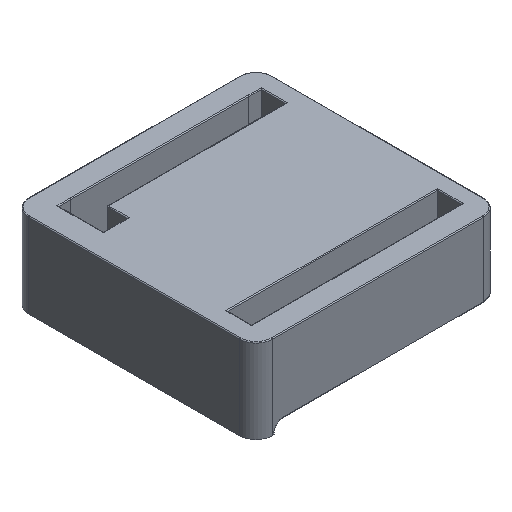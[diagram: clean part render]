
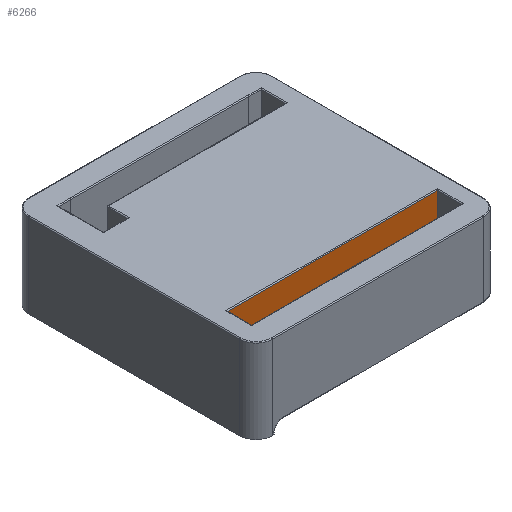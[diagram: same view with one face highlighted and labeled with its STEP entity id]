
A CAD part, isometric view. The second image highlights one B-rep face of the part: STEP entity #6266.
In plain terms, the highlighted planar face has unit normal (0, -1, 0).
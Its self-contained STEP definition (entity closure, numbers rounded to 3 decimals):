
#2036 = CYLINDRICAL_SURFACE('',#2037,0.1);
#2037 = AXIS2_PLACEMENT_3D('',#2038,#2039,#2040);
#2038 = CARTESIAN_POINT('',(-12.816,-9.195,8.1));
#2039 = DIRECTION('',(1.,0.,0.));
#2040 = DIRECTION('',(0.,0.,1.));
#3349 = VERTEX_POINT('',#3350);
#3350 = CARTESIAN_POINT('',(13.,-9.295,0.));
#3364 = CYLINDRICAL_SURFACE('',#3365,0.3);
#3365 = AXIS2_PLACEMENT_3D('',#3366,#3367,#3368);
#3366 = CARTESIAN_POINT('',(12.7,-12.7,0.));
#3367 = DIRECTION('',(0.,1.,0.));
#3368 = DIRECTION('',(0.,0.,-1.));
#3390 = PLANE('',#3391);
#3391 = AXIS2_PLACEMENT_3D('',#3392,#3393,#3394);
#3392 = CARTESIAN_POINT('',(-12.816,-10.795,0.));
#3393 = DIRECTION('',(0.,0.,1.));
#3394 = DIRECTION('',(1.,0.,0.));
#4328 = VERTEX_POINT('',#4329);
#4329 = CARTESIAN_POINT('',(13.044,-9.295,8.1));
#4377 = PLANE('',#4378);
#4378 = AXIS2_PLACEMENT_3D('',#4379,#4380,#4381);
#4379 = CARTESIAN_POINT('',(13.044,-9.295,0.));
#4380 = DIRECTION('',(-1.,0.,0.));
#4381 = DIRECTION('',(0.,0.,-1.));
#4396 = VERTEX_POINT('',#4397);
#4397 = CARTESIAN_POINT('',(-12.816,-9.295,8.1));
#4411 = PLANE('',#4412);
#4412 = AXIS2_PLACEMENT_3D('',#4413,#4414,#4415);
#4413 = CARTESIAN_POINT('',(-12.816,-9.295,0.));
#4414 = DIRECTION('',(-1.,0.,0.));
#4415 = DIRECTION('',(0.,0.,-1.));
#4462 = EDGE_CURVE('',#4396,#4328,#4463,.T.);
#4463 = SURFACE_CURVE('',#4464,(#4468,#4475),.PCURVE_S1.);
#4464 = LINE('',#4465,#4466);
#4465 = CARTESIAN_POINT('',(-12.816,-9.295,8.1));
#4466 = VECTOR('',#4467,1.);
#4467 = DIRECTION('',(1.,0.,0.));
#4468 = PCURVE('',#2036,#4469);
#4469 = DEFINITIONAL_REPRESENTATION('',(#4470),#4474);
#4470 = LINE('',#4471,#4472);
#4471 = CARTESIAN_POINT('',(1.571,0.));
#4472 = VECTOR('',#4473,1.);
#4473 = DIRECTION('',(0.,1.));
#4474 = ( GEOMETRIC_REPRESENTATION_CONTEXT(2) 
PARAMETRIC_REPRESENTATION_CONTEXT() REPRESENTATION_CONTEXT('2D SPACE',''
  ) );
#4475 = PCURVE('',#4476,#4481);
#4476 = PLANE('',#4477);
#4477 = AXIS2_PLACEMENT_3D('',#4478,#4479,#4480);
#4478 = CARTESIAN_POINT('',(-12.816,-9.295,0.));
#4479 = DIRECTION('',(0.,-1.,0.));
#4480 = DIRECTION('',(0.,0.,-1.));
#4481 = DEFINITIONAL_REPRESENTATION('',(#4482),#4486);
#4482 = LINE('',#4483,#4484);
#4483 = CARTESIAN_POINT('',(-8.1,0.));
#4484 = VECTOR('',#4485,1.);
#4485 = DIRECTION('',(0.,1.));
#4486 = ( GEOMETRIC_REPRESENTATION_CONTEXT(2) 
PARAMETRIC_REPRESENTATION_CONTEXT() REPRESENTATION_CONTEXT('2D SPACE',''
  ) );
#4879 = PLANE('',#4880);
#4880 = AXIS2_PLACEMENT_3D('',#4881,#4882,#4883);
#4881 = CARTESIAN_POINT('',(-12.7,12.7,0.3));
#4882 = DIRECTION('',(0.,0.,-1.));
#4883 = DIRECTION('',(-1.,0.,0.));
#5303 = EDGE_CURVE('',#3349,#5304,#5306,.T.);
#5304 = VERTEX_POINT('',#5305);
#5305 = CARTESIAN_POINT('',(13.044,-9.295,0.));
#5306 = SURFACE_CURVE('',#5307,(#5311,#5318),.PCURVE_S1.);
#5307 = LINE('',#5308,#5309);
#5308 = CARTESIAN_POINT('',(-12.816,-9.295,0.));
#5309 = VECTOR('',#5310,1.);
#5310 = DIRECTION('',(1.,0.,0.));
#5311 = PCURVE('',#3390,#5312);
#5312 = DEFINITIONAL_REPRESENTATION('',(#5313),#5317);
#5313 = LINE('',#5314,#5315);
#5314 = CARTESIAN_POINT('',(0.,1.5));
#5315 = VECTOR('',#5316,1.);
#5316 = DIRECTION('',(1.,0.));
#5317 = ( GEOMETRIC_REPRESENTATION_CONTEXT(2) 
PARAMETRIC_REPRESENTATION_CONTEXT() REPRESENTATION_CONTEXT('2D SPACE',''
  ) );
#5318 = PCURVE('',#4476,#5319);
#5319 = DEFINITIONAL_REPRESENTATION('',(#5320),#5324);
#5320 = LINE('',#5321,#5322);
#5321 = CARTESIAN_POINT('',(0.,0.));
#5322 = VECTOR('',#5323,1.);
#5323 = DIRECTION('',(0.,1.));
#5324 = ( GEOMETRIC_REPRESENTATION_CONTEXT(2) 
PARAMETRIC_REPRESENTATION_CONTEXT() REPRESENTATION_CONTEXT('2D SPACE',''
  ) );
#5375 = EDGE_CURVE('',#5376,#3349,#5378,.T.);
#5376 = VERTEX_POINT('',#5377);
#5377 = CARTESIAN_POINT('',(12.7,-9.295,0.3));
#5378 = SURFACE_CURVE('',#5379,(#5384,#5391),.PCURVE_S1.);
#5379 = CIRCLE('',#5380,0.3);
#5380 = AXIS2_PLACEMENT_3D('',#5381,#5382,#5383);
#5381 = CARTESIAN_POINT('',(12.7,-9.295,0.));
#5382 = DIRECTION('',(0.,1.,0.));
#5383 = DIRECTION('',(0.,0.,-1.));
#5384 = PCURVE('',#3364,#5385);
#5385 = DEFINITIONAL_REPRESENTATION('',(#5386),#5390);
#5386 = LINE('',#5387,#5388);
#5387 = CARTESIAN_POINT('',(-6.283,3.405));
#5388 = VECTOR('',#5389,1.);
#5389 = DIRECTION('',(1.,-0.));
#5390 = ( GEOMETRIC_REPRESENTATION_CONTEXT(2) 
PARAMETRIC_REPRESENTATION_CONTEXT() REPRESENTATION_CONTEXT('2D SPACE',''
  ) );
#5391 = PCURVE('',#4476,#5392);
#5392 = DEFINITIONAL_REPRESENTATION('',(#5393),#5401);
#5393 = ( BOUNDED_CURVE() B_SPLINE_CURVE(2,(#5394,#5395,#5396,#5397,
#5398,#5399,#5400),.UNSPECIFIED.,.T.,.F.) B_SPLINE_CURVE_WITH_KNOTS((1,2
    ,2,2,2,1),(-2.094,0.,2.094,4.189,
6.283,8.378),.UNSPECIFIED.) CURVE() 
GEOMETRIC_REPRESENTATION_ITEM() RATIONAL_B_SPLINE_CURVE((1.,0.5,1.,0.5,
1.,0.5,1.)) REPRESENTATION_ITEM('') );
#5394 = CARTESIAN_POINT('',(0.3,25.516));
#5395 = CARTESIAN_POINT('',(0.3,24.996));
#5396 = CARTESIAN_POINT('',(-0.15,25.256));
#5397 = CARTESIAN_POINT('',(-0.6,25.516));
#5398 = CARTESIAN_POINT('',(-0.15,25.776));
#5399 = CARTESIAN_POINT('',(0.3,26.035));
#5400 = CARTESIAN_POINT('',(0.3,25.516));
#5401 = ( GEOMETRIC_REPRESENTATION_CONTEXT(2) 
PARAMETRIC_REPRESENTATION_CONTEXT() REPRESENTATION_CONTEXT('2D SPACE',''
  ) );
#6159 = CYLINDRICAL_SURFACE('',#6160,0.3);
#6160 = AXIS2_PLACEMENT_3D('',#6161,#6162,#6163);
#6161 = CARTESIAN_POINT('',(-12.7,12.7,0.));
#6162 = DIRECTION('',(0.,-1.,0.));
#6163 = DIRECTION('',(0.,-0.,-1.));
#6196 = EDGE_CURVE('',#5304,#4328,#6197,.T.);
#6197 = SURFACE_CURVE('',#6198,(#6202,#6209),.PCURVE_S1.);
#6198 = LINE('',#6199,#6200);
#6199 = CARTESIAN_POINT('',(13.044,-9.295,0.));
#6200 = VECTOR('',#6201,1.);
#6201 = DIRECTION('',(0.,0.,1.));
#6202 = PCURVE('',#4377,#6203);
#6203 = DEFINITIONAL_REPRESENTATION('',(#6204),#6208);
#6204 = LINE('',#6205,#6206);
#6205 = CARTESIAN_POINT('',(0.,-0.));
#6206 = VECTOR('',#6207,1.);
#6207 = DIRECTION('',(-1.,-0.));
#6208 = ( GEOMETRIC_REPRESENTATION_CONTEXT(2) 
PARAMETRIC_REPRESENTATION_CONTEXT() REPRESENTATION_CONTEXT('2D SPACE',''
  ) );
#6209 = PCURVE('',#4476,#6210);
#6210 = DEFINITIONAL_REPRESENTATION('',(#6211),#6215);
#6211 = LINE('',#6212,#6213);
#6212 = CARTESIAN_POINT('',(0.,25.86));
#6213 = VECTOR('',#6214,1.);
#6214 = DIRECTION('',(-1.,0.));
#6215 = ( GEOMETRIC_REPRESENTATION_CONTEXT(2) 
PARAMETRIC_REPRESENTATION_CONTEXT() REPRESENTATION_CONTEXT('2D SPACE',''
  ) );
#6223 = EDGE_CURVE('',#6224,#4396,#6226,.T.);
#6224 = VERTEX_POINT('',#6225);
#6225 = CARTESIAN_POINT('',(-12.816,-9.295,0.277));
#6226 = SURFACE_CURVE('',#6227,(#6231,#6238),.PCURVE_S1.);
#6227 = LINE('',#6228,#6229);
#6228 = CARTESIAN_POINT('',(-12.816,-9.295,0.));
#6229 = VECTOR('',#6230,1.);
#6230 = DIRECTION('',(0.,0.,1.));
#6231 = PCURVE('',#4411,#6232);
#6232 = DEFINITIONAL_REPRESENTATION('',(#6233),#6237);
#6233 = LINE('',#6234,#6235);
#6234 = CARTESIAN_POINT('',(0.,-0.));
#6235 = VECTOR('',#6236,1.);
#6236 = DIRECTION('',(-1.,-0.));
#6237 = ( GEOMETRIC_REPRESENTATION_CONTEXT(2) 
PARAMETRIC_REPRESENTATION_CONTEXT() REPRESENTATION_CONTEXT('2D SPACE',''
  ) );
#6238 = PCURVE('',#4476,#6239);
#6239 = DEFINITIONAL_REPRESENTATION('',(#6240),#6244);
#6240 = LINE('',#6241,#6242);
#6241 = CARTESIAN_POINT('',(0.,0.));
#6242 = VECTOR('',#6243,1.);
#6243 = DIRECTION('',(-1.,0.));
#6244 = ( GEOMETRIC_REPRESENTATION_CONTEXT(2) 
PARAMETRIC_REPRESENTATION_CONTEXT() REPRESENTATION_CONTEXT('2D SPACE',''
  ) );
#6266 = ADVANCED_FACE('',(#6267),#4476,.T.);
#6267 = FACE_BOUND('',#6268,.T.);
#6268 = EDGE_LOOP('',(#6269,#6270,#6294,#6313,#6314,#6315,#6316));
#6269 = ORIENTED_EDGE('',*,*,#6223,.F.);
#6270 = ORIENTED_EDGE('',*,*,#6271,.F.);
#6271 = EDGE_CURVE('',#6272,#6224,#6274,.T.);
#6272 = VERTEX_POINT('',#6273);
#6273 = CARTESIAN_POINT('',(-12.7,-9.295,0.3));
#6274 = SURFACE_CURVE('',#6275,(#6280,#6287),.PCURVE_S1.);
#6275 = CIRCLE('',#6276,0.3);
#6276 = AXIS2_PLACEMENT_3D('',#6277,#6278,#6279);
#6277 = CARTESIAN_POINT('',(-12.7,-9.295,0.));
#6278 = DIRECTION('',(0.,-1.,0.));
#6279 = DIRECTION('',(0.,-0.,-1.));
#6280 = PCURVE('',#4476,#6281);
#6281 = DEFINITIONAL_REPRESENTATION('',(#6282),#6286);
#6282 = CIRCLE('',#6283,0.3);
#6283 = AXIS2_PLACEMENT_2D('',#6284,#6285);
#6284 = CARTESIAN_POINT('',(0.,0.116));
#6285 = DIRECTION('',(1.,0.));
#6286 = ( GEOMETRIC_REPRESENTATION_CONTEXT(2) 
PARAMETRIC_REPRESENTATION_CONTEXT() REPRESENTATION_CONTEXT('2D SPACE',''
  ) );
#6287 = PCURVE('',#6159,#6288);
#6288 = DEFINITIONAL_REPRESENTATION('',(#6289),#6293);
#6289 = LINE('',#6290,#6291);
#6290 = CARTESIAN_POINT('',(-6.283,21.995));
#6291 = VECTOR('',#6292,1.);
#6292 = DIRECTION('',(1.,-0.));
#6293 = ( GEOMETRIC_REPRESENTATION_CONTEXT(2) 
PARAMETRIC_REPRESENTATION_CONTEXT() REPRESENTATION_CONTEXT('2D SPACE',''
  ) );
#6294 = ORIENTED_EDGE('',*,*,#6295,.F.);
#6295 = EDGE_CURVE('',#5376,#6272,#6296,.T.);
#6296 = SURFACE_CURVE('',#6297,(#6301,#6307),.PCURVE_S1.);
#6297 = LINE('',#6298,#6299);
#6298 = CARTESIAN_POINT('',(-12.758,-9.295,0.3));
#6299 = VECTOR('',#6300,1.);
#6300 = DIRECTION('',(-1.,-0.,-0.));
#6301 = PCURVE('',#4476,#6302);
#6302 = DEFINITIONAL_REPRESENTATION('',(#6303),#6306);
#6303 = B_SPLINE_CURVE_WITH_KNOTS('',1,(#6304,#6305),.UNSPECIFIED.,.F.,
  .F.,(2,2),(-27.998,2.482),.PIECEWISE_BEZIER_KNOTS.);
#6304 = CARTESIAN_POINT('',(-0.3,28.056));
#6305 = CARTESIAN_POINT('',(-0.3,-2.424));
#6306 = ( GEOMETRIC_REPRESENTATION_CONTEXT(2) 
PARAMETRIC_REPRESENTATION_CONTEXT() REPRESENTATION_CONTEXT('2D SPACE',''
  ) );
#6307 = PCURVE('',#4879,#6308);
#6308 = DEFINITIONAL_REPRESENTATION('',(#6309),#6312);
#6309 = B_SPLINE_CURVE_WITH_KNOTS('',1,(#6310,#6311),.UNSPECIFIED.,.F.,
  .F.,(2,2),(-27.998,2.482),.PIECEWISE_BEZIER_KNOTS.);
#6310 = CARTESIAN_POINT('',(-27.94,-21.995));
#6311 = CARTESIAN_POINT('',(2.54,-21.995));
#6312 = ( GEOMETRIC_REPRESENTATION_CONTEXT(2) 
PARAMETRIC_REPRESENTATION_CONTEXT() REPRESENTATION_CONTEXT('2D SPACE',''
  ) );
#6313 = ORIENTED_EDGE('',*,*,#5375,.T.);
#6314 = ORIENTED_EDGE('',*,*,#5303,.T.);
#6315 = ORIENTED_EDGE('',*,*,#6196,.T.);
#6316 = ORIENTED_EDGE('',*,*,#4462,.F.);
